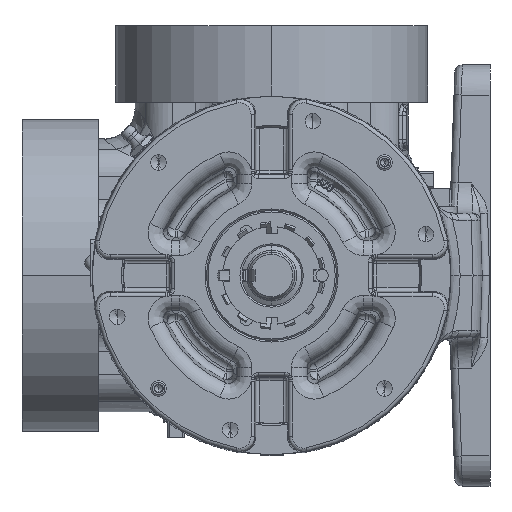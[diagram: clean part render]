
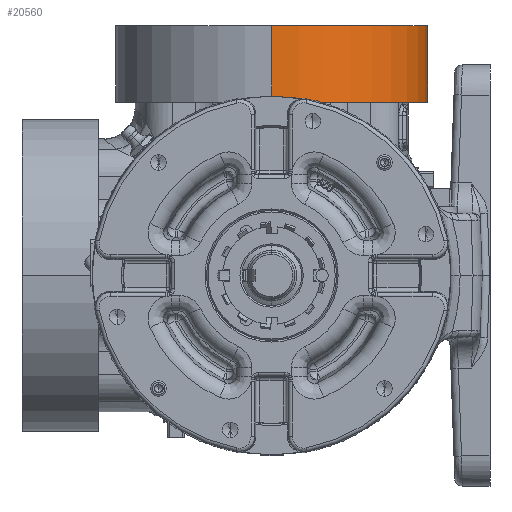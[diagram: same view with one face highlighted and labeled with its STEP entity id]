
A CAD part, left-side view. The second image highlights one B-rep face of the part: STEP entity #20560.
In plain terms, the highlighted cylindrical face has radius 63.5 mm (diameter 127 mm), a partial arc.
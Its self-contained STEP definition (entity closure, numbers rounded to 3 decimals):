
#4011 = CIRCLE ( 'NONE', #151711, 63.5 ) ;
#16471 = ORIENTED_EDGE ( 'NONE', *, *, #113564, .F. ) ;
#18998 = CARTESIAN_POINT ( 'NONE',  ( 110.109, 0., 101.6 ) ) ;
#19374 = DIRECTION ( 'NONE',  ( 0., 0., -1. ) ) ;
#20206 = CARTESIAN_POINT ( 'NONE',  ( 110.109, 0., 70.612 ) ) ;
#20560 = ADVANCED_FACE ( 'Defeatured_0_1693', ( #77986 ), #171395, .T. ) ;
#24190 = VERTEX_POINT ( 'NONE', #20206 ) ;
#26361 = CIRCLE ( 'NONE', #49118, 63.5 ) ;
#34945 = CARTESIAN_POINT ( 'NONE',  ( 110.109, 0., 52.959 ) ) ;
#41740 = LINE ( 'NONE', #115507, #96465 ) ;
#49118 = AXIS2_PLACEMENT_3D ( 'NONE', #82535, #55849, #136827 ) ;
#55849 = DIRECTION ( 'NONE',  ( 0., 0., -1. ) ) ;
#72736 = ORIENTED_EDGE ( 'NONE', *, *, #175150, .F. ) ;
#74657 = VERTEX_POINT ( 'NONE', #121288 ) ;
#77375 = AXIS2_PLACEMENT_3D ( 'NONE', #91353, #78860, #145578 ) ;
#77986 = FACE_OUTER_BOUND ( 'NONE', #111134, .T. ) ;
#78860 = DIRECTION ( 'NONE',  ( 0., 0., -1. ) ) ;
#82535 = CARTESIAN_POINT ( 'NONE',  ( 46.609, 0., 101.6 ) ) ;
#89230 = DIRECTION ( 'NONE',  ( 0., 0., -1. ) ) ;
#89824 = VECTOR ( 'NONE', #89230, 1000. ) ;
#90916 = ORIENTED_EDGE ( 'NONE', *, *, #126289, .T. ) ;
#91353 = CARTESIAN_POINT ( 'NONE',  ( 46.609, 0., 52.959 ) ) ;
#93152 = CARTESIAN_POINT ( 'NONE',  ( -16.891, 0., 70.612 ) ) ;
#96465 = VECTOR ( 'NONE', #19374, 1000. ) ;
#110602 = ORIENTED_EDGE ( 'NONE', *, *, #173478, .T. ) ;
#111134 = EDGE_LOOP ( 'NONE', ( #16471, #110602, #90916, #72736 ) ) ;
#112169 = DIRECTION ( 'NONE',  ( 0., 0., -1. ) ) ;
#113564 = EDGE_CURVE ( 'NONE', #146721, #24190, #115933, .T. ) ;
#115507 = CARTESIAN_POINT ( 'NONE',  ( -16.891, 0., 52.959 ) ) ;
#115933 = LINE ( 'NONE', #34945, #89824 ) ;
#116336 = VERTEX_POINT ( 'NONE', #93152 ) ;
#121288 = CARTESIAN_POINT ( 'NONE',  ( -16.891, 0., 101.6 ) ) ;
#126289 = EDGE_CURVE ( 'NONE', #74657, #116336, #41740, .T. ) ;
#136827 = DIRECTION ( 'NONE',  ( -1., 0., 0. ) ) ;
#138837 = CARTESIAN_POINT ( 'NONE',  ( 46.609, 0., 70.612 ) ) ;
#145578 = DIRECTION ( 'NONE',  ( -1., 0., 0. ) ) ;
#146721 = VERTEX_POINT ( 'NONE', #18998 ) ;
#151711 = AXIS2_PLACEMENT_3D ( 'NONE', #138837, #112169, #152167 ) ;
#152167 = DIRECTION ( 'NONE',  ( -1., 0., 0. ) ) ;
#171395 = CYLINDRICAL_SURFACE ( 'NONE', #77375, 63.5 ) ;
#173478 = EDGE_CURVE ( 'NONE', #146721, #74657, #26361, .T. ) ;
#175150 = EDGE_CURVE ( 'NONE', #24190, #116336, #4011, .T. ) ;
